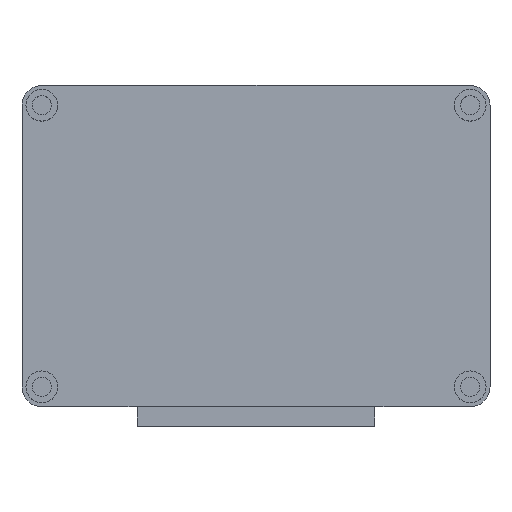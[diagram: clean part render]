
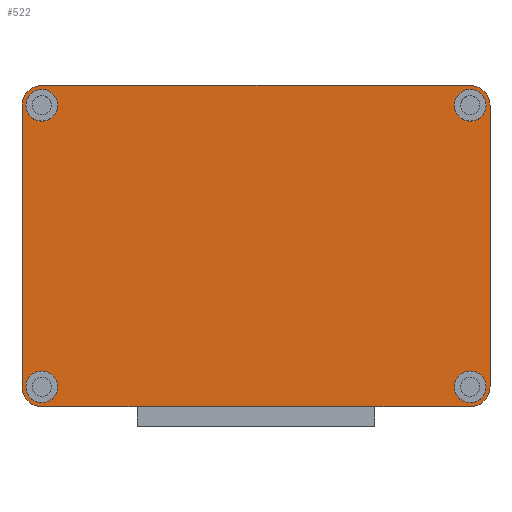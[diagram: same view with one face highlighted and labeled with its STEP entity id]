
A CAD part, top view. The second image highlights one B-rep face of the part: STEP entity #522.
In plain terms, the highlighted planar face has unit normal (0, 0, 1).
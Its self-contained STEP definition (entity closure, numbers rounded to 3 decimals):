
#19=FACE_BOUND('',#99,.T.);
#20=FACE_BOUND('',#100,.T.);
#21=FACE_BOUND('',#101,.T.);
#22=FACE_BOUND('',#102,.T.);
#34=PLANE('',#582);
#60=FACE_OUTER_BOUND('',#98,.T.);
#98=EDGE_LOOP('',(#413,#414,#415,#416,#417,#418,#419,#420,#421,#422));
#99=EDGE_LOOP('',(#423));
#100=EDGE_LOOP('',(#424));
#101=EDGE_LOOP('',(#425));
#102=EDGE_LOOP('',(#426));
#146=LINE('',#852,#188);
#149=LINE('',#858,#191);
#150=LINE('',#861,#192);
#153=LINE('',#871,#195);
#154=LINE('',#875,#196);
#155=LINE('',#878,#197);
#188=VECTOR('',#686,10.);
#191=VECTOR('',#691,10.);
#192=VECTOR('',#694,10.);
#195=VECTOR('',#703,10.);
#196=VECTOR('',#706,10.);
#197=VECTOR('',#709,10.);
#223=CIRCLE('',#583,5.);
#224=CIRCLE('',#584,5.);
#225=CIRCLE('',#585,5.);
#226=CIRCLE('',#586,5.);
#227=CIRCLE('',#587,4.);
#228=CIRCLE('',#588,4.);
#229=CIRCLE('',#589,4.);
#230=CIRCLE('',#590,4.);
#252=VERTEX_POINT('',#826);
#258=VERTEX_POINT('',#842);
#262=VERTEX_POINT('',#856);
#263=VERTEX_POINT('',#860);
#265=VERTEX_POINT('',#866);
#266=VERTEX_POINT('',#868);
#267=VERTEX_POINT('',#870);
#268=VERTEX_POINT('',#872);
#269=VERTEX_POINT('',#874);
#270=VERTEX_POINT('',#876);
#271=VERTEX_POINT('',#879);
#272=VERTEX_POINT('',#881);
#273=VERTEX_POINT('',#883);
#274=VERTEX_POINT('',#885);
#316=EDGE_CURVE('',#258,#252,#146,.T.);
#319=EDGE_CURVE('',#262,#258,#149,.T.);
#320=EDGE_CURVE('',#252,#263,#150,.T.);
#323=EDGE_CURVE('',#263,#265,#223,.T.);
#324=EDGE_CURVE('',#266,#262,#224,.T.);
#325=EDGE_CURVE('',#267,#266,#153,.T.);
#326=EDGE_CURVE('',#268,#267,#225,.T.);
#327=EDGE_CURVE('',#269,#268,#154,.T.);
#328=EDGE_CURVE('',#270,#269,#226,.T.);
#329=EDGE_CURVE('',#265,#270,#155,.T.);
#330=EDGE_CURVE('',#271,#271,#227,.T.);
#331=EDGE_CURVE('',#272,#272,#228,.T.);
#332=EDGE_CURVE('',#273,#273,#229,.T.);
#333=EDGE_CURVE('',#274,#274,#230,.T.);
#413=ORIENTED_EDGE('',*,*,#323,.F.);
#414=ORIENTED_EDGE('',*,*,#320,.F.);
#415=ORIENTED_EDGE('',*,*,#316,.F.);
#416=ORIENTED_EDGE('',*,*,#319,.F.);
#417=ORIENTED_EDGE('',*,*,#324,.F.);
#418=ORIENTED_EDGE('',*,*,#325,.F.);
#419=ORIENTED_EDGE('',*,*,#326,.F.);
#420=ORIENTED_EDGE('',*,*,#327,.F.);
#421=ORIENTED_EDGE('',*,*,#328,.F.);
#422=ORIENTED_EDGE('',*,*,#329,.F.);
#423=ORIENTED_EDGE('',*,*,#330,.T.);
#424=ORIENTED_EDGE('',*,*,#331,.T.);
#425=ORIENTED_EDGE('',*,*,#332,.T.);
#426=ORIENTED_EDGE('',*,*,#333,.T.);
#522=ADVANCED_FACE('',(#60,#19,#20,#21,#22),#34,.F.);
#582=AXIS2_PLACEMENT_3D('',#865,#697,#698);
#583=AXIS2_PLACEMENT_3D('',#867,#699,#700);
#584=AXIS2_PLACEMENT_3D('',#869,#701,#702);
#585=AXIS2_PLACEMENT_3D('',#873,#704,#705);
#586=AXIS2_PLACEMENT_3D('',#877,#707,#708);
#587=AXIS2_PLACEMENT_3D('',#880,#710,#711);
#588=AXIS2_PLACEMENT_3D('',#882,#712,#713);
#589=AXIS2_PLACEMENT_3D('',#884,#714,#715);
#590=AXIS2_PLACEMENT_3D('',#886,#716,#717);
#686=DIRECTION('',(-1.,0.,0.));
#691=DIRECTION('',(-1.,0.,0.));
#694=DIRECTION('',(-1.,0.,0.));
#697=DIRECTION('center_axis',(0.,0.,-1.));
#698=DIRECTION('ref_axis',(1.,0.,0.));
#699=DIRECTION('center_axis',(0.,0.,-1.));
#700=DIRECTION('ref_axis',(0.,-1.,0.));
#701=DIRECTION('center_axis',(0.,0.,-1.));
#702=DIRECTION('ref_axis',(1.,0.,0.));
#703=DIRECTION('',(0.,-1.,0.));
#704=DIRECTION('center_axis',(0.,0.,-1.));
#705=DIRECTION('ref_axis',(0.,1.,0.));
#706=DIRECTION('',(1.,0.,0.));
#707=DIRECTION('center_axis',(0.,0.,-1.));
#708=DIRECTION('ref_axis',(-1.,0.,0.));
#709=DIRECTION('',(0.,1.,0.));
#710=DIRECTION('center_axis',(0.,0.,-1.));
#711=DIRECTION('ref_axis',(1.,0.,0.));
#712=DIRECTION('center_axis',(0.,0.,-1.));
#713=DIRECTION('ref_axis',(1.,0.,0.));
#714=DIRECTION('center_axis',(0.,0.,-1.));
#715=DIRECTION('ref_axis',(1.,0.,0.));
#716=DIRECTION('center_axis',(0.,0.,-1.));
#717=DIRECTION('ref_axis',(1.,0.,0.));
#826=CARTESIAN_POINT('',(-30.,-40.5,-9.071));
#842=CARTESIAN_POINT('',(30.,-40.5,-9.071));
#852=CARTESIAN_POINT('',(54.,-40.5,-9.071));
#856=CARTESIAN_POINT('',(54.,-40.5,-9.071));
#858=CARTESIAN_POINT('',(54.,-40.5,-9.071));
#860=CARTESIAN_POINT('',(-54.,-40.5,-9.071));
#861=CARTESIAN_POINT('',(54.,-40.5,-9.071));
#865=CARTESIAN_POINT('Origin',(0.,0.,
-9.071));
#866=CARTESIAN_POINT('',(-59.,-35.5,-9.071));
#867=CARTESIAN_POINT('Origin',(-54.,-35.5,-9.071));
#868=CARTESIAN_POINT('',(59.,-35.5,-9.071));
#869=CARTESIAN_POINT('Origin',(54.,-35.5,-9.071));
#870=CARTESIAN_POINT('',(59.,35.5,-9.071));
#871=CARTESIAN_POINT('',(59.,35.5,-9.071));
#872=CARTESIAN_POINT('',(54.,40.5,-9.071));
#873=CARTESIAN_POINT('Origin',(54.,35.5,-9.071));
#874=CARTESIAN_POINT('',(-54.,40.5,-9.071));
#875=CARTESIAN_POINT('',(-54.,40.5,-9.071));
#876=CARTESIAN_POINT('',(-59.,35.5,-9.071));
#877=CARTESIAN_POINT('Origin',(-54.,35.5,-9.071));
#878=CARTESIAN_POINT('',(-59.,-35.5,-9.071));
#879=CARTESIAN_POINT('',(50.,-35.5,-9.071));
#880=CARTESIAN_POINT('Origin',(54.,-35.5,-9.071));
#881=CARTESIAN_POINT('',(-58.,-35.5,-9.071));
#882=CARTESIAN_POINT('Origin',(-54.,-35.5,-9.071));
#883=CARTESIAN_POINT('',(50.,35.5,-9.071));
#884=CARTESIAN_POINT('Origin',(54.,35.5,-9.071));
#885=CARTESIAN_POINT('',(-58.,35.5,-9.071));
#886=CARTESIAN_POINT('Origin',(-54.,35.5,-9.071));
